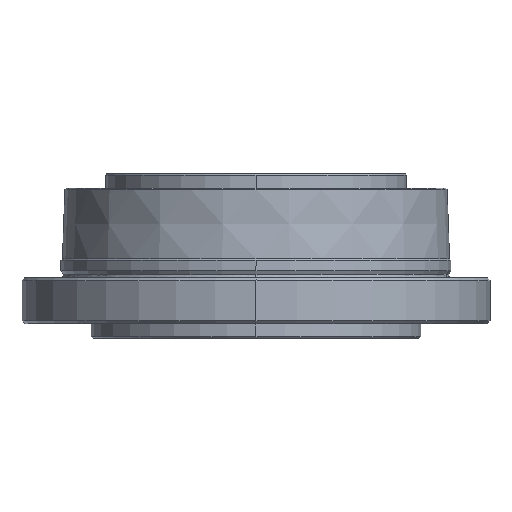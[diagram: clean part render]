
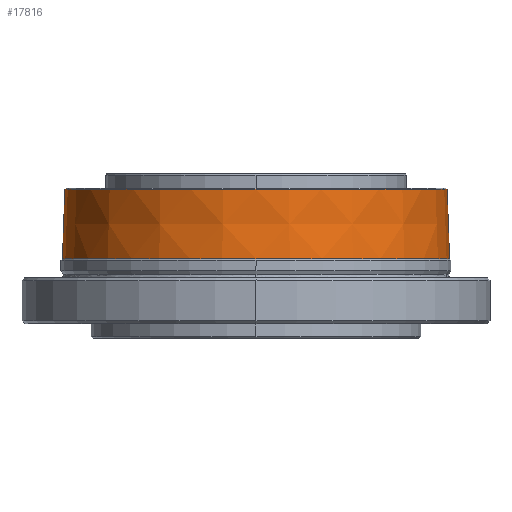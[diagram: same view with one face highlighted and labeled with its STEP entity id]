
A CAD part, left-side view. The second image highlights one B-rep face of the part: STEP entity #17816.
In plain terms, the highlighted conical face has half-angle 2 degrees and reference radius 33.5 mm.
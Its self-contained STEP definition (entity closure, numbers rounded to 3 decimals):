
#405 = FACE_OUTER_BOUND ( 'NONE', #17093, .T. ) ;
#755 = ORIENTED_EDGE ( 'NONE', *, *, #6439, .F. ) ;
#972 = VERTEX_POINT ( 'NONE', #10974 ) ;
#1592 = DIRECTION ( 'NONE',  ( 0., 0., -1. ) ) ;
#1830 = DIRECTION ( 'NONE',  ( -1., 0., 0. ) ) ;
#2079 = CARTESIAN_POINT ( 'NONE',  ( 0., -33.079, 26.193 ) ) ;
#2310 = EDGE_CURVE ( 'NONE', #972, #11632, #11903, .T. ) ;
#2677 = CIRCLE ( 'NONE', #14448, 33.5 ) ;
#3807 = DIRECTION ( 'NONE',  ( 0., -0.035, -0.999 ) ) ;
#3825 = EDGE_CURVE ( 'NONE', #10954, #17792, #15455, .T. ) ;
#3944 = DIRECTION ( 'NONE',  ( 0., 0., -1. ) ) ;
#3981 = EDGE_CURVE ( 'NONE', #11632, #6529, #10080, .T. ) ;
#5301 = AXIS2_PLACEMENT_3D ( 'NONE', #6950, #7141, #18524 ) ;
#5613 = CONICAL_SURFACE ( 'NONE', #5301, 33.5, 0.035 ) ;
#6105 = CARTESIAN_POINT ( 'NONE',  ( 0., 0., 26.193 ) ) ;
#6439 = EDGE_CURVE ( 'NONE', #17792, #12049, #2677, .T. ) ;
#6529 = VERTEX_POINT ( 'NONE', #10167 ) ;
#6580 = CARTESIAN_POINT ( 'NONE',  ( 0., -33.5, 14.15 ) ) ;
#6713 = AXIS2_PLACEMENT_3D ( 'NONE', #15447, #9679, #18449 ) ;
#6907 = ORIENTED_EDGE ( 'NONE', *, *, #3981, .T. ) ;
#6950 = CARTESIAN_POINT ( 'NONE',  ( 0., 0., 14.15 ) ) ;
#6991 = DIRECTION ( 'NONE',  ( -1., 0., 0. ) ) ;
#7141 = DIRECTION ( 'NONE',  ( 0., 0., -1. ) ) ;
#7356 = DIRECTION ( 'NONE',  ( -1., 0., 0. ) ) ;
#7543 = DIRECTION ( 'NONE',  ( 0., 0., -1. ) ) ;
#7948 = EDGE_CURVE ( 'NONE', #12049, #6529, #16638, .T. ) ;
#8053 = VECTOR ( 'NONE', #3807, 1000. ) ;
#8318 = DIRECTION ( 'NONE',  ( 0., 0.035, -0.999 ) ) ;
#8601 = AXIS2_PLACEMENT_3D ( 'NONE', #10255, #1592, #7356 ) ;
#8613 = CIRCLE ( 'NONE', #8601, 33.079 ) ;
#9124 = CARTESIAN_POINT ( 'NONE',  ( -33.5, 0., 14.15 ) ) ;
#9679 = DIRECTION ( 'NONE',  ( 0., 0., -1. ) ) ;
#10080 = LINE ( 'NONE', #12763, #18670 ) ;
#10167 = CARTESIAN_POINT ( 'NONE',  ( 0., 33.5, 14.15 ) ) ;
#10255 = CARTESIAN_POINT ( 'NONE',  ( 0., 0., 26.193 ) ) ;
#10954 = VERTEX_POINT ( 'NONE', #2079 ) ;
#10974 = CARTESIAN_POINT ( 'NONE',  ( -33.079, 0., 26.193 ) ) ;
#11632 = VERTEX_POINT ( 'NONE', #13892 ) ;
#11790 = EDGE_CURVE ( 'NONE', #10954, #972, #8613, .T. ) ;
#11903 = CIRCLE ( 'NONE', #15593, 33.079 ) ;
#12049 = VERTEX_POINT ( 'NONE', #9124 ) ;
#12610 = CARTESIAN_POINT ( 'NONE',  ( 0., 0., 14.15 ) ) ;
#12720 = ORIENTED_EDGE ( 'NONE', *, *, #3825, .F. ) ;
#12763 = CARTESIAN_POINT ( 'NONE',  ( 0., 33.5, 14.15 ) ) ;
#13295 = ORIENTED_EDGE ( 'NONE', *, *, #2310, .T. ) ;
#13892 = CARTESIAN_POINT ( 'NONE',  ( 0., 33.079, 26.193 ) ) ;
#14448 = AXIS2_PLACEMENT_3D ( 'NONE', #12610, #3944, #6991 ) ;
#15447 = CARTESIAN_POINT ( 'NONE',  ( 0., 0., 14.15 ) ) ;
#15455 = LINE ( 'NONE', #6580, #8053 ) ;
#15593 = AXIS2_PLACEMENT_3D ( 'NONE', #6105, #7543, #1830 ) ;
#16638 = CIRCLE ( 'NONE', #6713, 33.5 ) ;
#17093 = EDGE_LOOP ( 'NONE', ( #12720, #17412, #13295, #6907, #17096, #755 ) ) ;
#17096 = ORIENTED_EDGE ( 'NONE', *, *, #7948, .F. ) ;
#17183 = CARTESIAN_POINT ( 'NONE',  ( 0., -33.5, 14.15 ) ) ;
#17412 = ORIENTED_EDGE ( 'NONE', *, *, #11790, .T. ) ;
#17792 = VERTEX_POINT ( 'NONE', #17183 ) ;
#17816 = ADVANCED_FACE ( 'NONE', ( #405 ), #5613, .T. ) ;
#18449 = DIRECTION ( 'NONE',  ( -1., 0., 0. ) ) ;
#18524 = DIRECTION ( 'NONE',  ( 0., 1., 0. ) ) ;
#18670 = VECTOR ( 'NONE', #8318, 1000. ) ;
